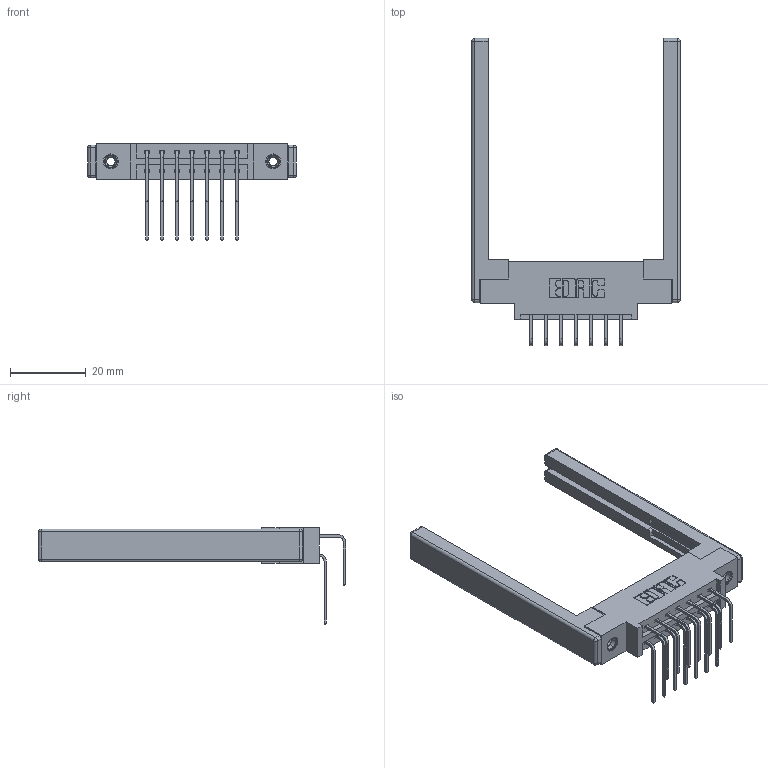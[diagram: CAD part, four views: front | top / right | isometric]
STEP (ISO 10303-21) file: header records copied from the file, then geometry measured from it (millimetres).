
FILE_DESCRIPTION (( 'STEP AP203' ), '1' );
FILE_NAME ('387-014-558-868.STEP', '2019-10-15T22:09:34', ( '' ), ( '' ), 'SwSTEP 2.0', 'SolidWorks 2016', '' );
FILE_SCHEMA (( 'CONFIG_CONTROL_DESIGN' ));
Length unit declared in the file: inch
Products named in the file (6): 307-220-068; 345-292-001_558 559 Tail - 1; 345-250-001_345-250-001-102; 387-014-558-868; 337 Part_0.170 Offset - 0.156 Dia-TI; 345-292-001_558 Tail - 2
Assembly tree (19 placements, depth 2):
  387-014-558-868
    337 Part_0.170 Offset - 0.156 Dia-TI
    345-292-001_558 559 Tail - 1  x7
    345-292-001_558 Tail - 2  x7
    345-250-001_345-250-001-102  x2
    307-220-068  x2
Bounding box: 55.17 x 81.22 x 25.53 mm (x, y, z)
Volume: 9696.3 mm3; surface area: 10212.4 mm2
Topology: 19 solids, 19 shells, 1056 faces, 3051 edges, 1994 vertices
Faces by surface type: plane 722, cylinder 310, cone 12, sphere 8, torus 4
Entity records: 14630 total; most frequent: CARTESIAN_POINT 2506, ORIENTED_EDGE 2380, DIRECTION 2248, EDGE_CURVE 1190, VECTOR 972, LINE 972, VERTEX_POINT 782, AXIS2_PLACEMENT_3D 638
